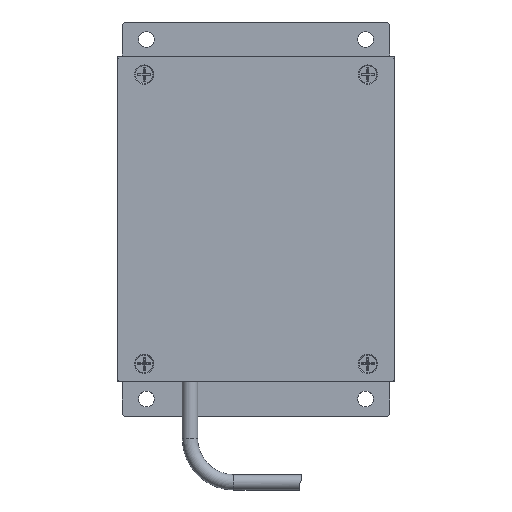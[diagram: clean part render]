
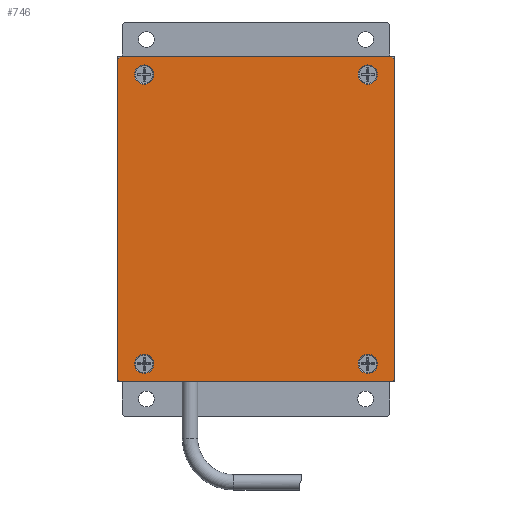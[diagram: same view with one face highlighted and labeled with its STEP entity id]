
A CAD part, top view. The second image highlights one B-rep face of the part: STEP entity #746.
In plain terms, the highlighted planar face has unit normal (0, 0, 1).
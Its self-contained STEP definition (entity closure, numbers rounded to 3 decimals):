
#157 = CARTESIAN_POINT ( 'NONE',  ( -25.5, 33., 15. ) ) ;
#158 = DIRECTION ( 'NONE',  ( 0., 0., 1. ) ) ;
#159 = DIRECTION ( 'NONE',  ( 1., 0., 0. ) ) ;
#379 = LINE ( 'NONE', #380, #885 ) ;
#380 = CARTESIAN_POINT ( 'NONE',  ( -31.5, -37., 15. ) ) ;
#381 = DIRECTION ( 'NONE',  ( 1., 0., 0. ) ) ;
#682 = EDGE_CURVE ( 'NONE', #2522, #2522, #2648, .T. ) ;
#692 = EDGE_CURVE ( 'NONE', #2160, #2137, #1092, .T. ) ;
#708 = EDGE_CURVE ( 'NONE', #2167, #3401, #1261, .T. ) ;
#711 = EDGE_CURVE ( 'NONE', #2524, #2524, #2662, .T. ) ;
#718 = EDGE_CURVE ( 'NONE', #2526, #2526, #2670, .T. ) ;
#739 = EDGE_CURVE ( 'NONE', #2137, #2077, #3069, .T. ) ;
#740 = EDGE_CURVE ( 'NONE', #2125, #2167, #3054, .T. ) ;
#741 = EDGE_CURVE ( 'NONE', #3401, #2160, #3052, .T. ) ;
#743 = EDGE_CURVE ( 'NONE', #2134, #2170, #3066, .T. ) ;
#746 = ADVANCED_FACE ( 'NONE', ( #3048, #3107, #3113, #3110, #3143 ), #3150, .T. ) ;
#749 = EDGE_CURVE ( 'NONE', #2170, #2125, #3115, .T. ) ;
#760 = EDGE_CURVE ( 'NONE', #2538, #2538, #2712, .T. ) ;
#827 = EDGE_CURVE ( 'NONE', #2077, #2134, #379, .T. ) ;
#885 = VECTOR ( 'NONE', #381, 1000. ) ;
#945 = VECTOR ( 'NONE', #1090, 1000. ) ;
#1074 = CARTESIAN_POINT ( 'NONE',  ( -25.5, -33., 15. ) ) ;
#1078 = CARTESIAN_POINT ( 'NONE',  ( -31.5, 37., 15. ) ) ;
#1090 = DIRECTION ( 'NONE',  ( -1., 0., 0. ) ) ;
#1092 = LINE ( 'NONE', #1204, #2655 ) ;
#1108 = DIRECTION ( 'NONE',  ( 0., 0., 1. ) ) ;
#1124 = DIRECTION ( 'NONE',  ( 0., 0., 1. ) ) ;
#1152 = DIRECTION ( 'NONE',  ( 0., -1., 0. ) ) ;
#1167 = CARTESIAN_POINT ( 'NONE',  ( 25.5, -33., 15. ) ) ;
#1183 = DIRECTION ( 'NONE',  ( 0., 0., 1. ) ) ;
#1204 = CARTESIAN_POINT ( 'NONE',  ( -31.5, 37., 15. ) ) ;
#1206 = DIRECTION ( 'NONE',  ( 1., 0., 0. ) ) ;
#1261 = LINE ( 'NONE', #1078, #945 ) ;
#1263 = CARTESIAN_POINT ( 'NONE',  ( 25.5, 33., 15. ) ) ;
#1275 = DIRECTION ( 'NONE',  ( 1., 0., 0. ) ) ;
#1280 = DIRECTION ( 'NONE',  ( 1., 0., 0. ) ) ;
#1453 = ORIENTED_EDGE ( 'NONE', *, *, #740, .T. ) ;
#1459 = ORIENTED_EDGE ( 'NONE', *, *, #743, .T. ) ;
#1476 = ORIENTED_EDGE ( 'NONE', *, *, #718, .F. ) ;
#1481 = ORIENTED_EDGE ( 'NONE', *, *, #760, .F. ) ;
#1533 = ORIENTED_EDGE ( 'NONE', *, *, #708, .T. ) ;
#1538 = ORIENTED_EDGE ( 'NONE', *, *, #749, .T. ) ;
#1582 = ORIENTED_EDGE ( 'NONE', *, *, #827, .T. ) ;
#1591 = ORIENTED_EDGE ( 'NONE', *, *, #739, .T. ) ;
#1607 = ORIENTED_EDGE ( 'NONE', *, *, #711, .F. ) ;
#1613 = ORIENTED_EDGE ( 'NONE', *, *, #682, .F. ) ;
#1690 = ORIENTED_EDGE ( 'NONE', *, *, #692, .T. ) ;
#1717 = ORIENTED_EDGE ( 'NONE', *, *, #741, .T. ) ;
#2052 = VECTOR ( 'NONE', #3070, 1000. ) ;
#2053 = VECTOR ( 'NONE', #3059, 1000. ) ;
#2054 = VECTOR ( 'NONE', #3063, 1000. ) ;
#2058 = VECTOR ( 'NONE', #3099, 1000. ) ;
#2059 = VECTOR ( 'NONE', #3142, 1000. ) ;
#2064 = AXIS2_PLACEMENT_3D ( 'NONE', #3112, #3125, #3117 ) ;
#2077 = VERTEX_POINT ( 'NONE', #2376 ) ;
#2125 = VERTEX_POINT ( 'NONE', #2407 ) ;
#2134 = VERTEX_POINT ( 'NONE', #2413 ) ;
#2137 = VERTEX_POINT ( 'NONE', #2415 ) ;
#2160 = VERTEX_POINT ( 'NONE', #2437 ) ;
#2167 = VERTEX_POINT ( 'NONE', #2444 ) ;
#2170 = VERTEX_POINT ( 'NONE', #2446 ) ;
#2376 = CARTESIAN_POINT ( 'NONE',  ( -31., -37., 15. ) ) ;
#2407 = CARTESIAN_POINT ( 'NONE',  ( 31.5, 36.5, 15. ) ) ;
#2413 = CARTESIAN_POINT ( 'NONE',  ( 31., -37., 15. ) ) ;
#2415 = CARTESIAN_POINT ( 'NONE',  ( -31.5, -36.5, 15. ) ) ;
#2437 = CARTESIAN_POINT ( 'NONE',  ( -31.5, 36.5, 15. ) ) ;
#2444 = CARTESIAN_POINT ( 'NONE',  ( 31., 37., 15. ) ) ;
#2446 = CARTESIAN_POINT ( 'NONE',  ( 31.5, -36.5, 15. ) ) ;
#2487 = CARTESIAN_POINT ( 'NONE',  ( -31., 37., 15. ) ) ;
#2522 = VERTEX_POINT ( 'NONE', #2525 ) ;
#2524 = VERTEX_POINT ( 'NONE', #2527 ) ;
#2525 = CARTESIAN_POINT ( 'NONE',  ( 27.7, 33., 15. ) ) ;
#2526 = VERTEX_POINT ( 'NONE', #2529 ) ;
#2527 = CARTESIAN_POINT ( 'NONE',  ( 27.7, -33., 15. ) ) ;
#2529 = CARTESIAN_POINT ( 'NONE',  ( -23.3, -33., 15. ) ) ;
#2538 = VERTEX_POINT ( 'NONE', #2541 ) ;
#2541 = CARTESIAN_POINT ( 'NONE',  ( -23.3, 33., 15. ) ) ;
#2647 = AXIS2_PLACEMENT_3D ( 'NONE', #1263, #1183, #1275 ) ;
#2648 = CIRCLE ( 'NONE', #2647, 2.2 ) ;
#2655 = VECTOR ( 'NONE', #1152, 1000. ) ;
#2659 = AXIS2_PLACEMENT_3D ( 'NONE', #1167, #1124, #1206 ) ;
#2662 = CIRCLE ( 'NONE', #2659, 2.2 ) ;
#2670 = CIRCLE ( 'NONE', #2672, 2.2 ) ;
#2672 = AXIS2_PLACEMENT_3D ( 'NONE', #1074, #1108, #1280 ) ;
#2712 = CIRCLE ( 'NONE', #2714, 2.2 ) ;
#2714 = AXIS2_PLACEMENT_3D ( 'NONE', #157, #158, #159 ) ;
#3048 = FACE_BOUND ( 'NONE', #3370, .T. ) ;
#3052 = LINE ( 'NONE', #3065, #2054 ) ;
#3054 = LINE ( 'NONE', #3071, #2053 ) ;
#3059 = DIRECTION ( 'NONE',  ( -0.707, 0.707, 0. ) ) ;
#3063 = DIRECTION ( 'NONE',  ( -0.707, -0.707, 0. ) ) ;
#3064 = CARTESIAN_POINT ( 'NONE',  ( -31.25, -36.75, 15. ) ) ;
#3065 = CARTESIAN_POINT ( 'NONE',  ( -68.25, -0.25, 15. ) ) ;
#3066 = LINE ( 'NONE', #3100, #2058 ) ;
#3069 = LINE ( 'NONE', #3064, #2052 ) ;
#3070 = DIRECTION ( 'NONE',  ( 0.707, -0.707, 0. ) ) ;
#3071 = CARTESIAN_POINT ( 'NONE',  ( 36.75, 31.25, 15. ) ) ;
#3099 = DIRECTION ( 'NONE',  ( 0.707, 0.707, 0. ) ) ;
#3100 = CARTESIAN_POINT ( 'NONE',  ( -0.25, -68.25, 15. ) ) ;
#3106 = CARTESIAN_POINT ( 'NONE',  ( 31.5, 37., 15. ) ) ;
#3107 = FACE_BOUND ( 'NONE', #3346, .T. ) ;
#3110 = FACE_BOUND ( 'NONE', #3396, .T. ) ;
#3112 = CARTESIAN_POINT ( 'NONE',  ( -31.5, -37., 15. ) ) ;
#3113 = FACE_BOUND ( 'NONE', #3284, .T. ) ;
#3115 = LINE ( 'NONE', #3106, #2059 ) ;
#3117 = DIRECTION ( 'NONE',  ( 1., 0., 0. ) ) ;
#3125 = DIRECTION ( 'NONE',  ( 0., 0., 1. ) ) ;
#3142 = DIRECTION ( 'NONE',  ( 0., 1., 0. ) ) ;
#3143 = FACE_OUTER_BOUND ( 'NONE', #3286, .T. ) ;
#3150 = PLANE ( 'NONE',  #2064 ) ;
#3284 = EDGE_LOOP ( 'NONE', ( #1607 ) ) ;
#3286 = EDGE_LOOP ( 'NONE', ( #1582, #1459, #1538, #1453, #1533, #1717, #1690, #1591 ) ) ;
#3346 = EDGE_LOOP ( 'NONE', ( #1476 ) ) ;
#3370 = EDGE_LOOP ( 'NONE', ( #1481 ) ) ;
#3396 = EDGE_LOOP ( 'NONE', ( #1613 ) ) ;
#3401 = VERTEX_POINT ( 'NONE', #2487 ) ;
